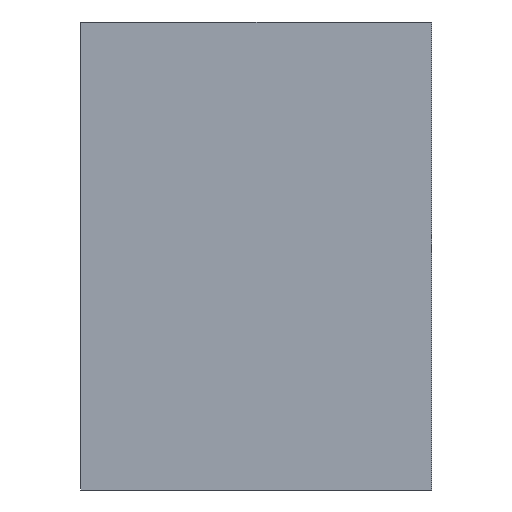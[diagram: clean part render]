
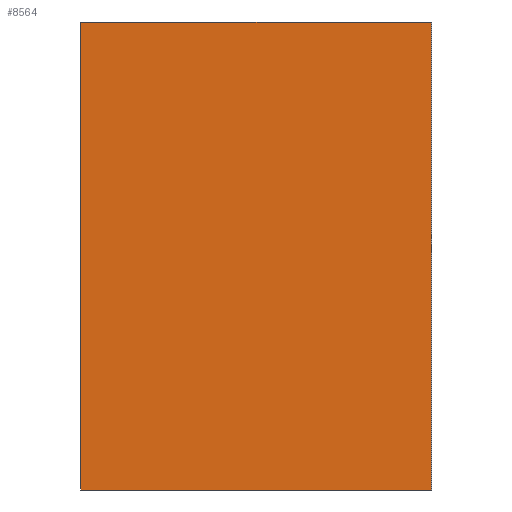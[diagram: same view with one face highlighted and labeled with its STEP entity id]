
A CAD part, left-side view. The second image highlights one B-rep face of the part: STEP entity #8564.
In plain terms, the highlighted planar face has unit normal (-1, 0, 0).
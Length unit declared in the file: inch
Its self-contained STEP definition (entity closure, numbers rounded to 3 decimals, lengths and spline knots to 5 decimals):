
#836 = EDGE_LOOP ( 'NONE', ( #5392, #11304, #9024, #2801 ) ) ;
#1223 = VECTOR ( 'NONE', #1671, 39.37008 ) ;
#1251 = VERTEX_POINT ( 'NONE', #11517 ) ;
#1671 = DIRECTION ( 'NONE',  ( 0., 0., 1. ) ) ;
#1781 = VERTEX_POINT ( 'NONE', #11062 ) ;
#2138 = DIRECTION ( 'NONE',  ( 1., 0., 0. ) ) ;
#2334 = AXIS2_PLACEMENT_3D ( 'NONE', #4876, #2138, #3974 ) ;
#2469 = DIRECTION ( 'NONE',  ( 0., 0., 1. ) ) ;
#2527 = VECTOR ( 'NONE', #2469, 39.37008 ) ;
#2801 = ORIENTED_EDGE ( 'NONE', *, *, #7759, .T. ) ;
#3066 = PLANE ( 'NONE',  #2334 ) ;
#3939 = LINE ( 'NONE', #6760, #10218 ) ;
#3974 = DIRECTION ( 'NONE',  ( 0., 0., 1. ) ) ;
#4245 = CARTESIAN_POINT ( 'NONE',  ( -0.06299, 0.04724, 0.0315 ) ) ;
#4443 = VECTOR ( 'NONE', #8706, 39.37008 ) ;
#4876 = CARTESIAN_POINT ( 'NONE',  ( -0.06299, 0.04724, -0.0315 ) ) ;
#5017 = CARTESIAN_POINT ( 'NONE',  ( -0.06299, 0., -0.0315 ) ) ;
#5035 = CARTESIAN_POINT ( 'NONE',  ( -0.06299, 0., -0.0315 ) ) ;
#5142 = LINE ( 'NONE', #6107, #1223 ) ;
#5392 = ORIENTED_EDGE ( 'NONE', *, *, #6033, .T. ) ;
#6033 = EDGE_CURVE ( 'NONE', #9568, #1781, #6816, .T. ) ;
#6107 = CARTESIAN_POINT ( 'NONE',  ( -0.06299, 0.04724, -0.0315 ) ) ;
#6717 = LINE ( 'NONE', #11429, #4443 ) ;
#6760 = CARTESIAN_POINT ( 'NONE',  ( -0.06299, 0.04724, 0.0315 ) ) ;
#6816 = LINE ( 'NONE', #5017, #2527 ) ;
#7759 = EDGE_CURVE ( 'NONE', #1251, #9568, #6717, .T. ) ;
#8061 = EDGE_CURVE ( 'NONE', #9575, #1781, #3939, .T. ) ;
#8564 = ADVANCED_FACE ( 'NONE', ( #9510 ), #3066, .F. ) ;
#8690 = DIRECTION ( 'NONE',  ( 0., -1., 0. ) ) ;
#8706 = DIRECTION ( 'NONE',  ( 0., -1., 0. ) ) ;
#9015 = EDGE_CURVE ( 'NONE', #1251, #9575, #5142, .T. ) ;
#9024 = ORIENTED_EDGE ( 'NONE', *, *, #9015, .F. ) ;
#9510 = FACE_OUTER_BOUND ( 'NONE', #836, .T. ) ;
#9568 = VERTEX_POINT ( 'NONE', #5035 ) ;
#9575 = VERTEX_POINT ( 'NONE', #4245 ) ;
#10218 = VECTOR ( 'NONE', #8690, 39.37008 ) ;
#11062 = CARTESIAN_POINT ( 'NONE',  ( -0.06299, 0., 0.0315 ) ) ;
#11304 = ORIENTED_EDGE ( 'NONE', *, *, #8061, .F. ) ;
#11429 = CARTESIAN_POINT ( 'NONE',  ( -0.06299, 0.04724, -0.0315 ) ) ;
#11517 = CARTESIAN_POINT ( 'NONE',  ( -0.06299, 0.04724, -0.0315 ) ) ;
